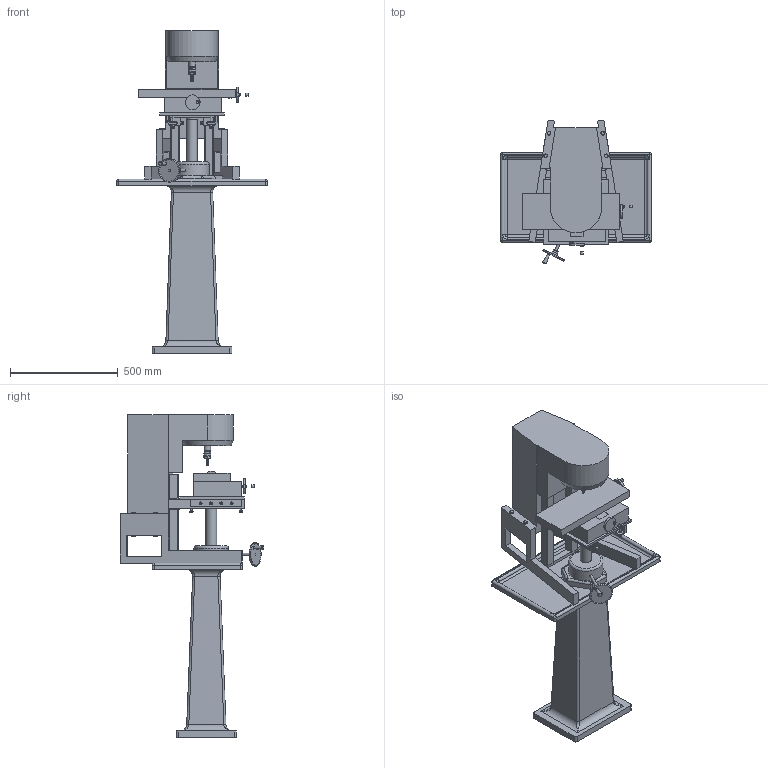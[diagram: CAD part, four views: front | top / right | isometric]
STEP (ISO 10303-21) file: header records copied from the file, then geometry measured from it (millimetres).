
FILE_DESCRIPTION(/* description */ (''),/* implementation_level */ '2;1');
FILE_NAME(/* name */ 'MillingMachine.stp',/* time_stamp */ '2022-07-23T10:02:52+02:00',/* author */ ('gibbo'),/* organization */ (''),/* preprocessor_version */ 'ST-DEVELOPER v18',/* originating_system */ 'Autodesk Inventor 2020',/* authorisation */ '');
FILE_SCHEMA (('AUTOMOTIVE_DESIGN { 1 0 10303 214 3 1 1 }'));
Products named in the file (34): Assieme completo; Piantana; BarraTubolare40x40; Assieme slitta 3; Slitta1_50x50; Piastrina; AS 1420 - 1973 - M6 x 14; BS 3692 - M6; Assieme utensile; Boccola porta pinza; tts er20; er20 nut v2; Tormach TTS toolholder v2; er20 v4; 3_flute_flat_endmill_fi10 v2; AS 1421 - M6 x 6 punta piana; Piastra superiore; Assieme piano; Piano; Staffa piano; Staffa piano_1; ISO 4017 - M8 x 55; AS 1474 - M8; Planetaria; AS 1110 - M10 x 80; AS 1112 - M10  Type 5; COMPOUND SLIDE PHASE Ufficiale; Cavalletto_parte_1; Cavalletto_parte_2; Cavalletto_parte_3; Cavalletto_parte_4; AS 1420 - 1973 - M8 x 16; Cavalletto_parte_5; ASME/ANSI B18.3.5M - M10x25(2)
Assembly tree (73 placements, depth 4):
  Assieme completo
    Piantana
    BarraTubolare40x40  x2
    Assieme slitta 3  x2
      Slitta1_50x50
      Piastrina
      AS 1420 - 1973 - M6 x 14
      BS 3692 - M6
    Assieme utensile
      Boccola porta pinza
      tts er20
        er20 nut v2
        Tormach TTS toolholder v2
        er20 v4
        3_flute_flat_endmill_fi10 v2
      AS 1421 - M6 x 6 punta piana  x4
    Piastra superiore  x2
    Assieme piano
      Piano
      Staffa piano
      Staffa piano_1
      ISO 4017 - M8 x 55  x4
      AS 1474 - M8  x4
    Planetaria
    AS 1110 - M10 x 80  x4
    AS 1112 - M10  Type 5  x4
    COMPOUND SLIDE PHASE Ufficiale
    Cavalletto_parte_1
    Cavalletto_parte_2
    Cavalletto_parte_3
    Cavalletto_parte_4
    AS 1420 - 1973 - M8 x 16  x8
    Cavalletto_parte_5
    ASME/ANSI B18.3.5M - M10x25(2)
Bounding box: 700 x 668.82 x 1500 mm (x, y, z)
Volume: 65359194.6 mm3; surface area: 4567859.4 mm2
Topology: 89 solids, 89 shells, 2569 faces, 6700 edges, 4381 vertices
Faces by surface type: plane 1622, cone 466, cylinder 281, torus 118, bspline 68, sphere 14
Full cylindrical faces by diameter (mm): 4.917 x36, 6 x20, 6.647 x13, 8 x13, 8.376 x12, 10 x36, 10.16 x2, 10.198 x2, 11.63 x4, 12.7 x4, 13 x8, 16 x4, 19.5 x1, 20 x4, 23.6 x1, 25 x11, 30 x1, 30.426 x1, 30.8 x1, 31.65 x1, 33.8 x1, 50.8 x2, 51 x1, 57 x1, 110 x1, 160 x1, 211.801 x1
Entity records: 59448 total; most frequent: CARTESIAN_POINT 17444, DIRECTION 9078, ORIENTED_EDGE 8476, EDGE_CURVE 4238, AXIS2_PLACEMENT_3D 3637, VERTEX_POINT 2799, LINE 1804, VECTOR 1804
